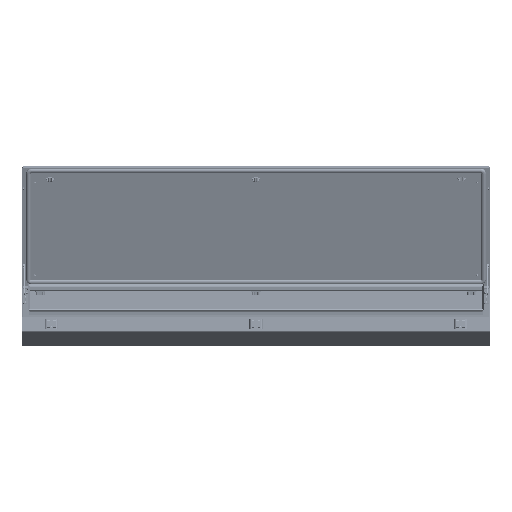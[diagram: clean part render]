
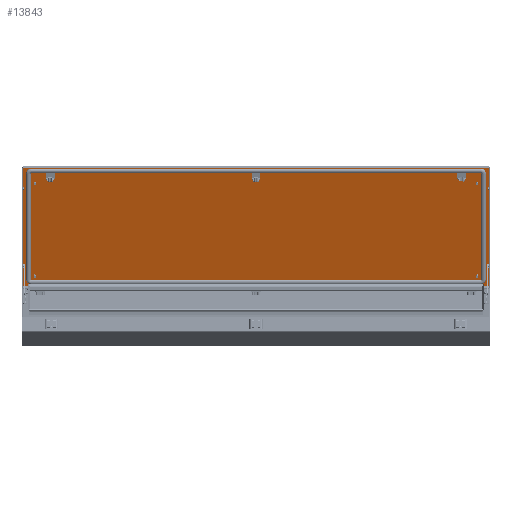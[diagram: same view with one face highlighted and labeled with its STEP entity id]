
A CAD part, front view. The second image highlights one B-rep face of the part: STEP entity #13843.
In plain terms, the highlighted face is planar.
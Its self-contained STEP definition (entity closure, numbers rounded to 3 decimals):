
#13645 = FACE_OUTER_BOUND ( 'NONE', #75746, .T. ) ;
#13843 = ADVANCED_FACE ( 'NONE', ( #13645 ), #141722, .T. ) ;
#15408 = EDGE_CURVE ( 'NONE', #31833, #31831, #117970, .T. ) ;
#15411 = EDGE_CURVE ( 'NONE', #31836, #31833, #117971, .T. ) ;
#15414 = EDGE_CURVE ( 'NONE', #31842, #31836, #117977, .T. ) ;
#15417 = EDGE_CURVE ( 'NONE', #31831, #31842, #117980, .T. ) ;
#31831 = VERTEX_POINT ( 'NONE', #124205 ) ;
#31833 = VERTEX_POINT ( 'NONE', #124207 ) ;
#31836 = VERTEX_POINT ( 'NONE', #124216 ) ;
#31842 = VERTEX_POINT ( 'NONE', #124237 ) ;
#49106 = AXIS2_PLACEMENT_3D ( 'NONE', #141706, #141726, #141728 ) ;
#69209 = CARTESIAN_POINT ( 'NONE',  ( 219.5, -795.5, 2. ) ) ;
#69210 = DIRECTION ( 'NONE',  ( -1., 0., 0. ) ) ;
#69223 = CARTESIAN_POINT ( 'NONE',  ( 218.5, 795.5, 2. ) ) ;
#69233 = DIRECTION ( 'NONE',  ( 1., 0., 0. ) ) ;
#69235 = DIRECTION ( 'NONE',  ( 0., -1., 0. ) ) ;
#69238 = CARTESIAN_POINT ( 'NONE',  ( -219.5, 795.5, 2. ) ) ;
#69239 = DIRECTION ( 'NONE',  ( 0., 1., 0. ) ) ;
#69246 = CARTESIAN_POINT ( 'NONE',  ( -218.5, -795.5, 2. ) ) ;
#75746 = EDGE_LOOP ( 'NONE', ( #84655, #84658, #84660, #84663 ) ) ;
#84655 = ORIENTED_EDGE ( 'NONE', *, *, #15408, .F. ) ;
#84658 = ORIENTED_EDGE ( 'NONE', *, *, #15411, .F. ) ;
#84660 = ORIENTED_EDGE ( 'NONE', *, *, #15414, .F. ) ;
#84663 = ORIENTED_EDGE ( 'NONE', *, *, #15417, .F. ) ;
#117970 = LINE ( 'NONE', #69209, #117972 ) ;
#117971 = LINE ( 'NONE', #69223, #117976 ) ;
#117972 = VECTOR ( 'NONE', #69210, 1000. ) ;
#117976 = VECTOR ( 'NONE', #69235, 1000. ) ;
#117977 = LINE ( 'NONE', #69238, #117979 ) ;
#117979 = VECTOR ( 'NONE', #69233, 1000. ) ;
#117980 = LINE ( 'NONE', #69246, #117982 ) ;
#117982 = VECTOR ( 'NONE', #69239, 1000. ) ;
#124205 = CARTESIAN_POINT ( 'NONE',  ( -218.5, -795.5, 2. ) ) ;
#124207 = CARTESIAN_POINT ( 'NONE',  ( 218.5, -795.5, 2. ) ) ;
#124216 = CARTESIAN_POINT ( 'NONE',  ( 218.5, 795.5, 2. ) ) ;
#124237 = CARTESIAN_POINT ( 'NONE',  ( -218.5, 795.5, 2. ) ) ;
#141706 = CARTESIAN_POINT ( 'NONE',  ( -219.5, -796.5, 2. ) ) ;
#141722 = PLANE ( 'NONE',  #49106 ) ;
#141726 = DIRECTION ( 'NONE',  ( 0., 0., 1. ) ) ;
#141728 = DIRECTION ( 'NONE',  ( 1., 0., 0. ) ) ;
